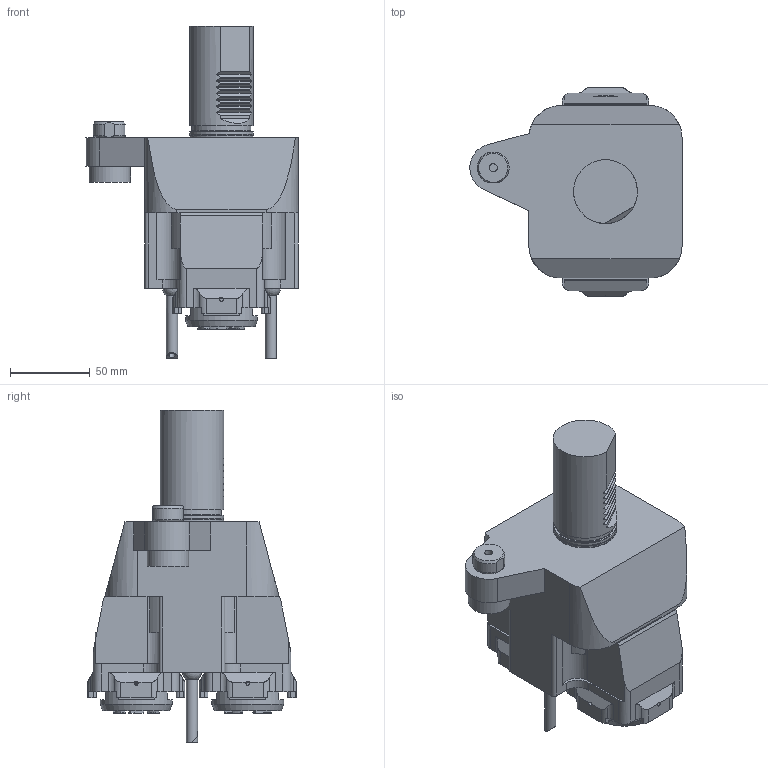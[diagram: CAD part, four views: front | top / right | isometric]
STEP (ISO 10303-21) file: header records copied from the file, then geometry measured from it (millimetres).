
FILE_DESCRIPTION (( 'STEP AP214' ), '1' );
FILE_NAME ('RAPPTYH40I321DMZ270.STEP', '2025-07-11T07:25:17', ( '' ), ( '' ), 'SwSTEP 2.0', 'SolidWorks 2023', '' );
FILE_SCHEMA (( 'AUTOMOTIVE_DESIGN' ));
Length unit declared in the file: millimetre
Products named in the file (1): RAPPTYH40I321DMZ270
Bounding box: 132.94 x 131 x 208.08 mm (x, y, z)
Volume: 1031689.6 mm3; surface area: 98974.6 mm2
Topology: 3 solids, 20 shells, 936 faces, 2387 edges, 1570 vertices
Faces by surface type: plane 495, cylinder 267, bspline 97, cone 71, torus 4, sphere 2
Full cylindrical faces by diameter (mm): 1 x2, 1.6 x2, 1.7 x1, 2.1 x1, 2.3 x2, 2.5 x8, 4 x4, 4.2 x12, 5 x5, 5.2 x8, 6 x2, 6.366 x1, 7 x2, 8.8 x2, 8.999 x8, 12 x2, 26 x1, 37 x1, 39.6 x1, 40 x2, 45 x2, 47.537 x2, 50 x1, 50.2 x1, 51.338 x1, 52 x2
Entity records: 36299 total; most frequent: CARTESIAN_POINT 11482, ORIENTED_EDGE 4362, DIRECTION 4022, EDGE_CURVE 2181, VERTEX_POINT 1505, AXIS2_PLACEMENT_3D 1377, LINE 1268, VECTOR 1268
